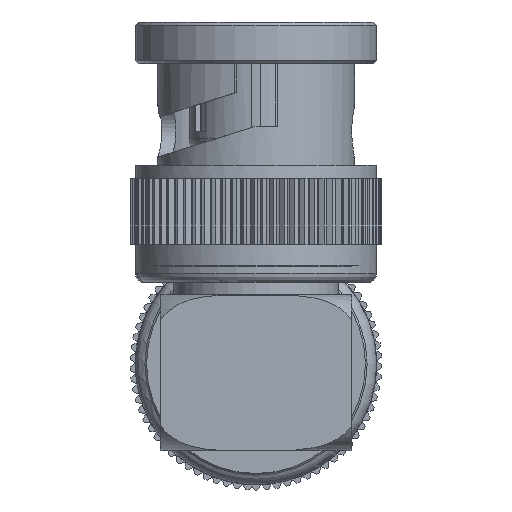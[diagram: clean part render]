
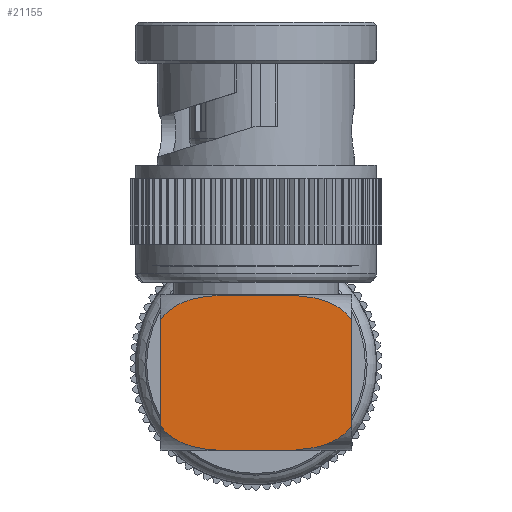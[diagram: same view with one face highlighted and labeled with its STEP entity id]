
A CAD part, front view. The second image highlights one B-rep face of the part: STEP entity #21155.
In plain terms, the highlighted planar face has unit normal (0, -1, 0).
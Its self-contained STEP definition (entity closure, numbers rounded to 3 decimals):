
#615=LINE('',#31926,#1660);
#616=LINE('',#31978,#1661);
#1660=VECTOR('',#25313,1000.);
#1661=VECTOR('',#25320,1000.);
#2418=B_SPLINE_CURVE_WITH_KNOTS('',3,(#31964,#31965,#31966,#31967,#31968,
#31969,#31970,#31971,#31972,#31973,#31974),.UNSPECIFIED.,.F.,.F.,(4,1,1,
1,1,1,1,1,4),(0.022,0.024,0.025,
0.027,0.028,0.03,0.031,
0.033,0.034),.UNSPECIFIED.);
#2420=B_SPLINE_CURVE_WITH_KNOTS('',3,(#31992,#31993,#31994,#31995,#31996,
#31997,#31998,#31999,#32000,#32001,#32002),.UNSPECIFIED.,.F.,.F.,(4,1,1,
1,1,1,1,1,4),(0.022,0.024,0.025,
0.027,0.028,0.03,0.031,
0.033,0.034),.UNSPECIFIED.);
#5114=ORIENTED_EDGE('',*,*,#8263,.T.);
#5115=ORIENTED_EDGE('',*,*,#8261,.T.);
#5116=ORIENTED_EDGE('',*,*,#8257,.F.);
#5117=ORIENTED_EDGE('',*,*,#8265,.F.);
#8257=EDGE_CURVE('',#9934,#9935,#615,.T.);
#8261=EDGE_CURVE('',#9936,#9935,#2418,.T.);
#8263=EDGE_CURVE('',#9938,#9936,#616,.T.);
#8265=EDGE_CURVE('',#9938,#9934,#2420,.T.);
#9934=VERTEX_POINT('',#31927);
#9935=VERTEX_POINT('',#31928);
#9936=VERTEX_POINT('',#31963);
#9938=VERTEX_POINT('',#31979);
#11653=EDGE_LOOP('',(#5114,#5115,#5116,#5117));
#12708=FACE_BOUND('',#11653,.T.);
#13553=PLANE('',#22428);
#21155=ADVANCED_FACE('',(#12708),#13553,.F.);
#22428=AXIS2_PLACEMENT_3D('',#32003,#25323,#25324);
#25313=DIRECTION('',(0.,0.,-1.));
#25320=DIRECTION('',(0.,0.,-1.));
#25323=DIRECTION('',(0.,1.,0.));
#25324=DIRECTION('',(1.,0.,0.));
#31926=CARTESIAN_POINT('',(5.525,-147.25,4.));
#31927=CARTESIAN_POINT('',(5.525,-147.25,2.5));
#31928=CARTESIAN_POINT('',(5.525,-147.25,-3.5));
#31963=CARTESIAN_POINT('',(-5.525,-147.25,-3.5));
#31964=CARTESIAN_POINT('',(-5.525,-147.25,-3.5));
#31965=CARTESIAN_POINT('',(-5.261,-147.25,-3.924));
#31966=CARTESIAN_POINT('',(-4.444,-147.25,-4.561));
#31967=CARTESIAN_POINT('',(-2.984,-147.25,-4.93));
#31968=CARTESIAN_POINT('',(-1.513,-147.25,-5.004));
#31969=CARTESIAN_POINT('',(-0.045,-147.25,-4.998));
#31970=CARTESIAN_POINT('',(1.465,-147.25,-5.005));
#31971=CARTESIAN_POINT('',(2.967,-147.25,-4.934));
#31972=CARTESIAN_POINT('',(4.438,-147.25,-4.564));
#31973=CARTESIAN_POINT('',(5.258,-147.25,-3.928));
#31974=CARTESIAN_POINT('',(5.525,-147.25,-3.5));
#31978=CARTESIAN_POINT('',(-5.525,-147.25,4.));
#31979=CARTESIAN_POINT('',(-5.525,-147.25,2.5));
#31992=CARTESIAN_POINT('',(-5.525,-147.25,2.5));
#31993=CARTESIAN_POINT('',(-5.261,-147.25,2.924));
#31994=CARTESIAN_POINT('',(-4.444,-147.25,3.561));
#31995=CARTESIAN_POINT('',(-2.984,-147.25,3.93));
#31996=CARTESIAN_POINT('',(-1.513,-147.25,4.004));
#31997=CARTESIAN_POINT('',(-0.045,-147.25,3.998));
#31998=CARTESIAN_POINT('',(1.465,-147.25,4.005));
#31999=CARTESIAN_POINT('',(2.967,-147.25,3.934));
#32000=CARTESIAN_POINT('',(4.438,-147.25,3.564));
#32001=CARTESIAN_POINT('',(5.258,-147.25,2.928));
#32002=CARTESIAN_POINT('',(5.525,-147.25,2.5));
#32003=CARTESIAN_POINT('',(-5.525,-147.25,4.));
